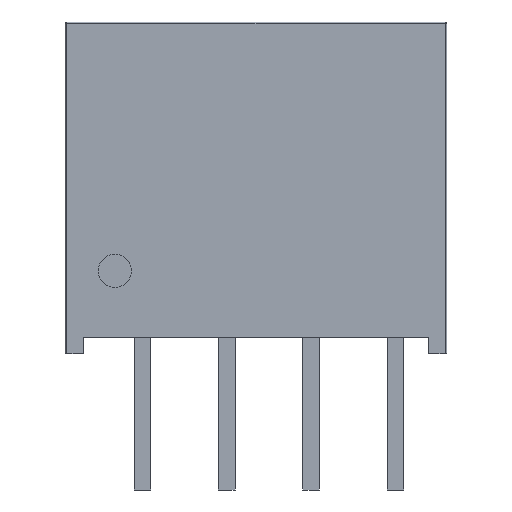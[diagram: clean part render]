
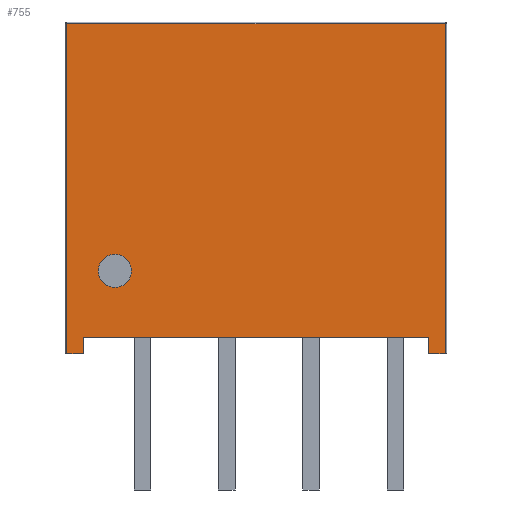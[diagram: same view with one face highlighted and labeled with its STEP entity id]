
A CAD part, front view. The second image highlights one B-rep face of the part: STEP entity #755.
In plain terms, the highlighted planar face has unit normal (0, -1, 0).
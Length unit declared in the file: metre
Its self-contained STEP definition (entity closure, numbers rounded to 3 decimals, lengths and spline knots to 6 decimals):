
#431 = EDGE_CURVE( '', #1093, #986, #1094, .T. );
#435 = EDGE_CURVE( '', #1071, #1098, #1099, .T. );
#447 = EDGE_CURVE( '', #1117, #1118, #1119, .T. );
#675 = EDGE_CURVE( '', #1118, #1439, #1440, .T. );
#747 = EDGE_CURVE( '', #1372, #1093, #1525, .T. );
#755 = ADVANCED_FACE( '', ( #1533 ), #1534, .F. );
#769 = EDGE_CURVE( '', #1372, #1439, #1550, .T. );
#823 = EDGE_CURVE( '', #1071, #1117, #1611, .T. );
#855 = EDGE_CURVE( '', #986, #1098, #1647, .T. );
#986 = VERTEX_POINT( '', #1846 );
#1071 = VERTEX_POINT( '', #2030 );
#1093 = VERTEX_POINT( '', #2087 );
#1094 = LINE( '', #2088, #2089 );
#1098 = VERTEX_POINT( '', #2095 );
#1099 = LINE( '', #2096, #2097 );
#1117 = VERTEX_POINT( '', #2123 );
#1118 = VERTEX_POINT( '', #2124 );
#1119 = LINE( '', #2125, #2126 );
#1372 = VERTEX_POINT( '', #2789 );
#1439 = VERTEX_POINT( '', #2887 );
#1440 = LINE( '', #2888, #2889 );
#1525 = LINE( '', #3169, #3170 );
#1533 = FACE_OUTER_BOUND( '', #3198, .T. );
#1534 = PLANE( '', #3199 );
#1550 = LINE( '', #3228, #3229 );
#1611 = LINE( '', #3402, #3403 );
#1647 = LINE( '', #3599, #3600 );
#1846 = CARTESIAN_POINT( '', ( -0.00576, -0.002979, 0.009963 ) );
#2030 = CARTESIAN_POINT( '', ( -0.00526, -0.002979, 0.000013 ) );
#2087 = CARTESIAN_POINT( '', ( 0.00564, -0.002979, 0.009963 ) );
#2088 = CARTESIAN_POINT( '', ( -0.00581, -0.002979, 0.009963 ) );
#2089 = VECTOR( '', #3797, 1. );
#2095 = CARTESIAN_POINT( '', ( -0.00576, -0.002979, 0.000013 ) );
#2096 = CARTESIAN_POINT( '', ( -0.00581, -0.002979, 0.000013 ) );
#2097 = VECTOR( '', #3801, 1. );
#2123 = CARTESIAN_POINT( '', ( -0.00526, -0.002979, 0.000513 ) );
#2124 = CARTESIAN_POINT( '', ( 0.00514, -0.002979, 0.000513 ) );
#2125 = CARTESIAN_POINT( '', ( -0.00526, -0.002979, 0.000513 ) );
#2126 = VECTOR( '', #3816, 1. );
#2789 = CARTESIAN_POINT( '', ( 0.00564, -0.002979, 0.000013 ) );
#2887 = CARTESIAN_POINT( '', ( 0.00514, -0.002979, 0.000013 ) );
#2888 = CARTESIAN_POINT( '', ( 0.00514, -0.002979, 0.000013 ) );
#2889 = VECTOR( '', #4220, 1. );
#3169 = CARTESIAN_POINT( '', ( 0.00564, -0.002979, 0.000013 ) );
#3170 = VECTOR( '', #4342, 1. );
#3198 = EDGE_LOOP( '', ( #4347, #4348, #4349, #4350, #4351, #4352, #4353, #4354 ) );
#3199 = AXIS2_PLACEMENT_3D( '', #4355, #4356, #4357 );
#3228 = CARTESIAN_POINT( '', ( -0.00581, -0.002979, 0.000013 ) );
#3229 = VECTOR( '', #4376, 1. );
#3402 = CARTESIAN_POINT( '', ( -0.00526, -0.002979, 0.000013 ) );
#3403 = VECTOR( '', #4435, 1. );
#3599 = CARTESIAN_POINT( '', ( -0.00576, -0.002979, 0.000013 ) );
#3600 = VECTOR( '', #4478, 1. );
#3797 = DIRECTION( '', ( -1., 0., 0. ) );
#3801 = DIRECTION( '', ( -1., 0., 0. ) );
#3816 = DIRECTION( '', ( 1., 0., 0. ) );
#4220 = DIRECTION( '', ( 0., 0., -1. ) );
#4342 = DIRECTION( '', ( 0., 0., 1. ) );
#4347 = ORIENTED_EDGE( '', *, *, #769, .F. );
#4348 = ORIENTED_EDGE( '', *, *, #747, .T. );
#4349 = ORIENTED_EDGE( '', *, *, #431, .T. );
#4350 = ORIENTED_EDGE( '', *, *, #855, .T. );
#4351 = ORIENTED_EDGE( '', *, *, #435, .F. );
#4352 = ORIENTED_EDGE( '', *, *, #823, .T. );
#4353 = ORIENTED_EDGE( '', *, *, #447, .T. );
#4354 = ORIENTED_EDGE( '', *, *, #675, .T. );
#4355 = CARTESIAN_POINT( '', ( -0.00581, -0.002979, 0.000013 ) );
#4356 = DIRECTION( '', ( 0., 1., 0. ) );
#4357 = DIRECTION( '', ( 1., 0., 0. ) );
#4376 = DIRECTION( '', ( -1., 0., 0. ) );
#4435 = DIRECTION( '', ( 0., 0., 1. ) );
#4478 = DIRECTION( '', ( 0., 0., -1. ) );
